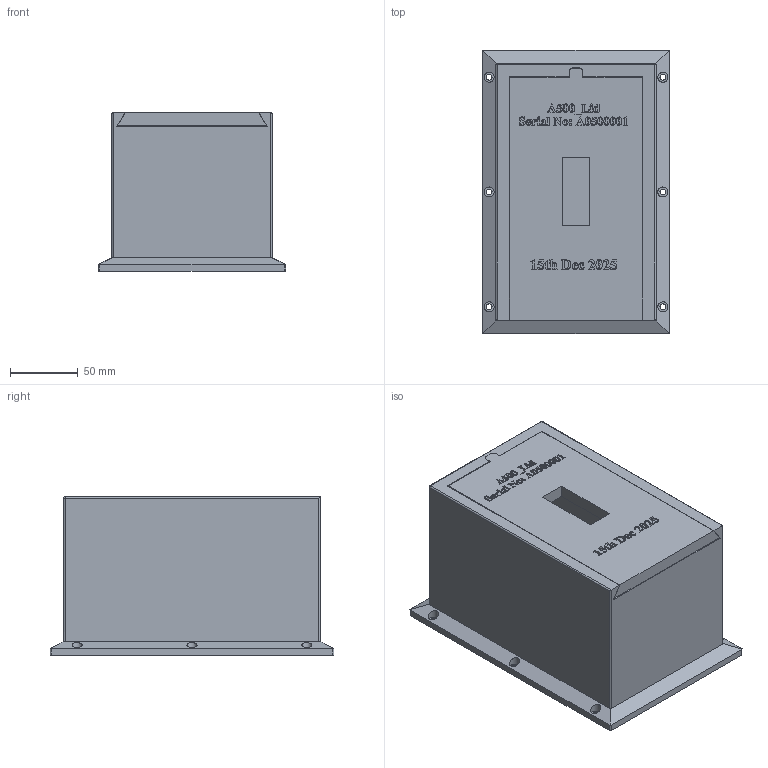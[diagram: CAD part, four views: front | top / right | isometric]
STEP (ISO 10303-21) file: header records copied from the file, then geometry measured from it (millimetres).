
FILE_DESCRIPTION(/* description */ (''),/* implementation_level */ '2;1');
FILE_NAME(/* name */ 'Boxcover_and_Lid_A500.stp',/* time_stamp */ '2025-12-15T13:35:50-05:00',/* author */ ('SCANTURK'),/* organization */ (''),/* preprocessor_version */ 'ST-DEVELOPER v20.1',/* originating_system */ 'Autodesk Inventor 2026',/* authorisation */ '');
FILE_SCHEMA (('AUTOMOTIVE_DESIGN { 1 0 10303 214 3 1 1 }'));
Products named in the file (1): Boxcover_and_Lid_570_detent6_v2
Bounding box: 138.2 x 209.4 x 117 mm (x, y, z)
Volume: 1060944 mm3; surface area: 231662.4 mm2
Topology: 2 solids, 2 shells, 1412 faces, 3841 edges, 2558 vertices
Faces by surface type: bspline 766, plane 607, cylinder 37, sphere 2
Full cylindrical faces by diameter (mm): 4.3 x6, 7.4 x6
Entity records: 49408 total; most frequent: CARTESIAN_POINT 18871, ORIENTED_EDGE 7682, EDGE_CURVE 3841, DIRECTION 3683, VERTEX_POINT 2558, LINE 2229, VECTOR 2229, EDGE_LOOP 1551
